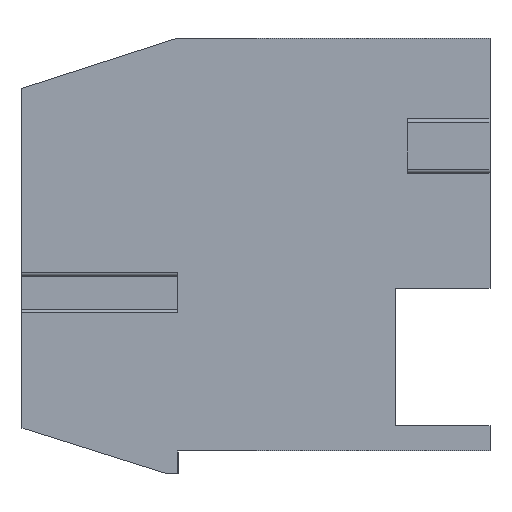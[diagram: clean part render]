
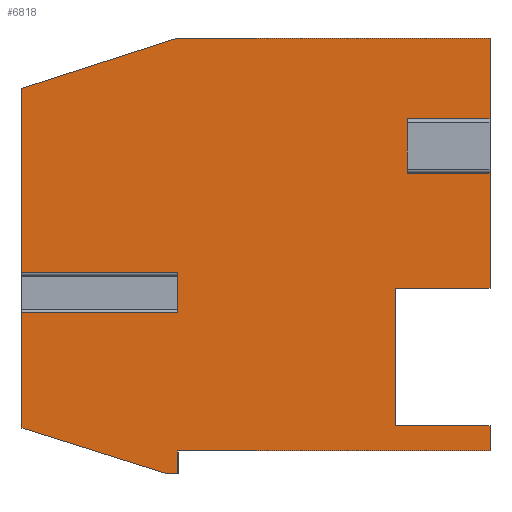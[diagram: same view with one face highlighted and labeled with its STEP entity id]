
A CAD part, left-side view. The second image highlights one B-rep face of the part: STEP entity #6818.
In plain terms, the highlighted planar face has unit normal (-1, 0, 0).
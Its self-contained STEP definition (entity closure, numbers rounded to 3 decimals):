
#182=PLANE('',#7286);
#434=FACE_OUTER_BOUND('',#816,.T.);
#816=EDGE_LOOP('',(#5208,#5209,#5210,#5211,#5212,#5213,#5214,#5215,#5216,
#5217,#5218,#5219,#5220,#5221,#5222,#5223,#5224,#5225,#5226,#5227));
#1536=LINE('',#10687,#2167);
#1549=LINE('',#10713,#2180);
#1553=LINE('',#10729,#2184);
#1598=LINE('',#10833,#2229);
#1738=LINE('',#13965,#2369);
#1743=LINE('',#13981,#2374);
#1752=LINE('',#14010,#2383);
#1754=LINE('',#14017,#2385);
#1755=LINE('',#14018,#2386);
#1756=LINE('',#14020,#2387);
#1757=LINE('',#14021,#2388);
#1758=LINE('',#14023,#2389);
#1759=LINE('',#14025,#2390);
#1760=LINE('',#14027,#2391);
#1761=LINE('',#14029,#2392);
#1762=LINE('',#14031,#2393);
#1763=LINE('',#14033,#2394);
#1764=LINE('',#14035,#2395);
#1765=LINE('',#14036,#2396);
#1766=LINE('',#14037,#2397);
#2167=VECTOR('',#7756,6.8);
#2180=VECTOR('',#7775,1.96);
#2184=VECTOR('',#7787,2.71);
#2229=VECTOR('',#7880,3.574);
#2369=VECTOR('',#8292,4.01);
#2374=VECTOR('',#8305,2.51);
#2383=VECTOR('',#8326,3.4);
#2385=VECTOR('',#8332,0.78);
#2386=VECTOR('',#8333,1.8);
#2387=VECTOR('',#8334,3.4);
#2388=VECTOR('',#8335,0.88);
#2389=VECTOR('',#8336,3.326);
#2390=VECTOR('',#8337,0.228);
#2391=VECTOR('',#8338,0.5);
#2392=VECTOR('',#8339,6.8);
#2393=VECTOR('',#8340,0.55);
#2394=VECTOR('',#8341,2.05);
#2395=VECTOR('',#8342,3.);
#2396=VECTOR('',#8343,2.05);
#2397=VECTOR('',#8344,1.8);
#2819=VERTEX_POINT('',#10684);
#2820=VERTEX_POINT('',#10686);
#2830=VERTEX_POINT('',#10712);
#2837=VERTEX_POINT('',#10726);
#2838=VERTEX_POINT('',#10728);
#2873=VERTEX_POINT('',#10831);
#3031=VERTEX_POINT('',#13951);
#3037=VERTEX_POINT('',#13963);
#3044=VERTEX_POINT('',#13979);
#3058=VERTEX_POINT('',#14009);
#3060=VERTEX_POINT('',#14015);
#3061=VERTEX_POINT('',#14016);
#3062=VERTEX_POINT('',#14019);
#3063=VERTEX_POINT('',#14022);
#3064=VERTEX_POINT('',#14024);
#3065=VERTEX_POINT('',#14026);
#3066=VERTEX_POINT('',#14028);
#3067=VERTEX_POINT('',#14030);
#3068=VERTEX_POINT('',#14032);
#3069=VERTEX_POINT('',#14034);
#3508=EDGE_CURVE('',#2819,#2820,#1536,.T.);
#3521=EDGE_CURVE('',#2820,#2830,#1549,.T.);
#3529=EDGE_CURVE('',#2837,#2838,#1553,.T.);
#3582=EDGE_CURVE('',#2873,#2819,#1598,.T.);
#3829=EDGE_CURVE('',#3037,#2873,#1738,.T.);
#3838=EDGE_CURVE('',#3044,#3031,#1743,.T.);
#3852=EDGE_CURVE('',#3058,#3031,#1752,.T.);
#3855=EDGE_CURVE('',#3060,#3061,#1754,.T.);
#3856=EDGE_CURVE('',#3060,#2830,#1755,.T.);
#3857=EDGE_CURVE('',#3037,#3062,#1756,.T.);
#3858=EDGE_CURVE('',#3058,#3062,#1757,.T.);
#3859=EDGE_CURVE('',#3063,#3044,#1758,.T.);
#3860=EDGE_CURVE('',#3064,#3063,#1759,.T.);
#3861=EDGE_CURVE('',#3065,#3064,#1760,.T.);
#3862=EDGE_CURVE('',#3066,#3065,#1761,.T.);
#3863=EDGE_CURVE('',#3067,#3066,#1762,.T.);
#3864=EDGE_CURVE('',#3068,#3067,#1763,.T.);
#3865=EDGE_CURVE('',#3069,#3068,#1764,.T.);
#3866=EDGE_CURVE('',#2838,#3069,#1765,.T.);
#3867=EDGE_CURVE('',#2837,#3061,#1766,.T.);
#5208=ORIENTED_EDGE('',*,*,#3855,.F.);
#5209=ORIENTED_EDGE('',*,*,#3856,.T.);
#5210=ORIENTED_EDGE('',*,*,#3521,.F.);
#5211=ORIENTED_EDGE('',*,*,#3508,.F.);
#5212=ORIENTED_EDGE('',*,*,#3582,.F.);
#5213=ORIENTED_EDGE('',*,*,#3829,.F.);
#5214=ORIENTED_EDGE('',*,*,#3857,.T.);
#5215=ORIENTED_EDGE('',*,*,#3858,.F.);
#5216=ORIENTED_EDGE('',*,*,#3852,.T.);
#5217=ORIENTED_EDGE('',*,*,#3838,.F.);
#5218=ORIENTED_EDGE('',*,*,#3859,.F.);
#5219=ORIENTED_EDGE('',*,*,#3860,.F.);
#5220=ORIENTED_EDGE('',*,*,#3861,.F.);
#5221=ORIENTED_EDGE('',*,*,#3862,.F.);
#5222=ORIENTED_EDGE('',*,*,#3863,.F.);
#5223=ORIENTED_EDGE('',*,*,#3864,.F.);
#5224=ORIENTED_EDGE('',*,*,#3865,.F.);
#5225=ORIENTED_EDGE('',*,*,#3866,.F.);
#5226=ORIENTED_EDGE('',*,*,#3529,.F.);
#5227=ORIENTED_EDGE('',*,*,#3867,.T.);
#6818=ADVANCED_FACE('',(#434),#182,.T.);
#7286=AXIS2_PLACEMENT_3D('',#14014,#8330,#8331);
#7756=DIRECTION('',(0.,-1.,0.));
#7775=DIRECTION('',(0.,0.,-1.));
#7787=DIRECTION('',(0.,0.,-1.));
#7880=DIRECTION('',(0.,-0.951,0.308));
#8292=DIRECTION('',(0.,0.,1.));
#8305=DIRECTION('',(0.,0.,1.));
#8326=DIRECTION('',(0.,1.,0.));
#8330=DIRECTION('center_axis',(-1.,0.,0.));
#8331=DIRECTION('ref_axis',(0.,0.,1.));
#8332=DIRECTION('',(0.,0.,-1.));
#8333=DIRECTION('',(0.,-1.,0.));
#8334=DIRECTION('',(0.,-1.,0.));
#8335=DIRECTION('',(0.,0.,1.));
#8336=DIRECTION('',(0.,0.954,0.301));
#8337=DIRECTION('',(0.,1.,0.));
#8338=DIRECTION('',(0.,0.,-1.));
#8339=DIRECTION('',(0.,1.,0.));
#8340=DIRECTION('',(0.,0.,-1.));
#8341=DIRECTION('',(0.,-1.,0.));
#8342=DIRECTION('',(0.,0.,-1.));
#8343=DIRECTION('',(0.,1.,0.));
#8344=DIRECTION('',(0.,1.,0.));
#10684=CARTESIAN_POINT('',(-1.75,6.8,3.05));
#10686=CARTESIAN_POINT('',(-1.75,0.,3.05));
#10687=CARTESIAN_POINT('',(-1.75,6.8,3.05));
#10712=CARTESIAN_POINT('',(-1.75,0.,1.09));
#10713=CARTESIAN_POINT('',(-1.75,0.,3.05));
#10726=CARTESIAN_POINT('',(-1.75,0.,0.31));
#10728=CARTESIAN_POINT('',(-1.75,0.,-2.4));
#10729=CARTESIAN_POINT('',(-1.75,0.,0.31));
#10831=CARTESIAN_POINT('',(-1.75,10.2,1.95));
#10833=CARTESIAN_POINT('',(-1.75,10.2,1.95));
#13951=CARTESIAN_POINT('',(-1.75,10.2,-2.94));
#13963=CARTESIAN_POINT('',(-1.75,10.2,-2.06));
#13965=CARTESIAN_POINT('',(-1.75,10.2,-2.06));
#13979=CARTESIAN_POINT('',(-1.75,10.2,-5.45));
#13981=CARTESIAN_POINT('',(-1.75,10.2,-5.45));
#14009=CARTESIAN_POINT('',(-1.75,6.8,-2.94));
#14010=CARTESIAN_POINT('',(-1.75,6.8,-2.94));
#14014=CARTESIAN_POINT('Origin',(-1.75,0.,0.));
#14015=CARTESIAN_POINT('',(-1.75,1.8,1.09));
#14016=CARTESIAN_POINT('',(-1.75,1.8,0.31));
#14017=CARTESIAN_POINT('',(-1.75,1.8,1.09));
#14018=CARTESIAN_POINT('',(-1.75,1.8,1.09));
#14019=CARTESIAN_POINT('',(-1.75,6.8,-2.06));
#14020=CARTESIAN_POINT('',(-1.75,10.2,-2.06));
#14021=CARTESIAN_POINT('',(-1.75,6.8,-2.94));
#14022=CARTESIAN_POINT('',(-1.75,7.028,-6.45));
#14023=CARTESIAN_POINT('',(-1.75,7.028,-6.45));
#14024=CARTESIAN_POINT('',(-1.75,6.8,-6.45));
#14025=CARTESIAN_POINT('',(-1.75,6.8,-6.45));
#14026=CARTESIAN_POINT('',(-1.75,6.8,-5.95));
#14027=CARTESIAN_POINT('',(-1.75,6.8,-5.95));
#14028=CARTESIAN_POINT('',(-1.75,0.,-5.95));
#14029=CARTESIAN_POINT('',(-1.75,0.,-5.95));
#14030=CARTESIAN_POINT('',(-1.75,0.,-5.4));
#14031=CARTESIAN_POINT('',(-1.75,0.,-5.4));
#14032=CARTESIAN_POINT('',(-1.75,2.05,-5.4));
#14033=CARTESIAN_POINT('',(-1.75,2.05,-5.4));
#14034=CARTESIAN_POINT('',(-1.75,2.05,-2.4));
#14035=CARTESIAN_POINT('',(-1.75,2.05,-2.4));
#14036=CARTESIAN_POINT('',(-1.75,0.,-2.4));
#14037=CARTESIAN_POINT('',(-1.75,0.,0.31));
